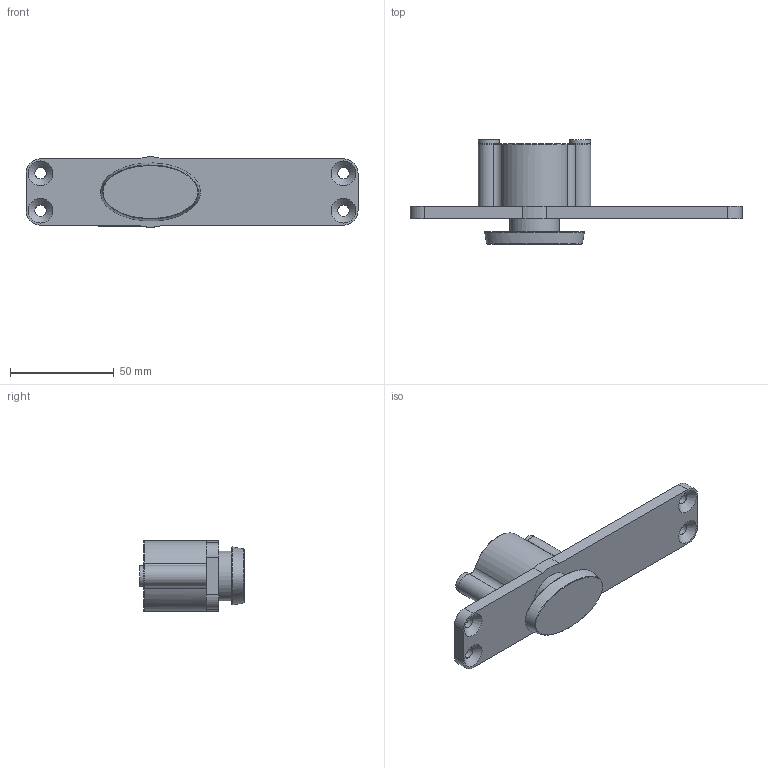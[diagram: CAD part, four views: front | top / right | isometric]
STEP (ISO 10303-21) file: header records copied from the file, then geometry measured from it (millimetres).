
FILE_DESCRIPTION (( 'STEP AP214' ), '1' );
FILE_NAME ('100101 System One.STEP', '2020-06-22T11:50:50', ( '' ), ( '' ), 'SwSTEP 2.0', 'SolidWorks 2020', '' );
FILE_SCHEMA (( 'AUTOMOTIVE_DESIGN' ));
Length unit declared in the file: millimetre
Products named in the file (1): 100101 System One
Bounding box: 160 x 50.3 x 34 mm (x, y, z)
Volume: 70744.5 mm3; surface area: 18821.3 mm2
Topology: 1 solids, 1 shells, 51 faces, 120 edges, 73 vertices
Faces by surface type: cylinder 21, plane 14, cone 13, bspline 3
Full cylindrical faces by diameter (mm): 5.5 x4, 10 x2, 24 x1
Entity records: 6610 total; most frequent: CARTESIAN_POINT 5433, DIRECTION 254, ORIENTED_EDGE 206, AXIS2_PLACEMENT_3D 106, EDGE_CURVE 103, EDGE_LOOP 76, VERTEX_POINT 71, FACE_OUTER_BOUND 61
